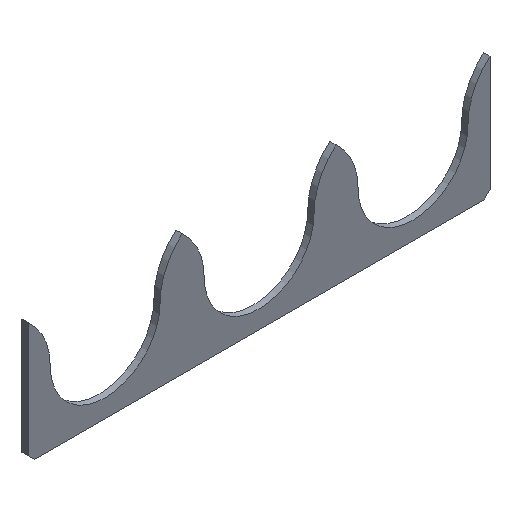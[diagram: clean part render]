
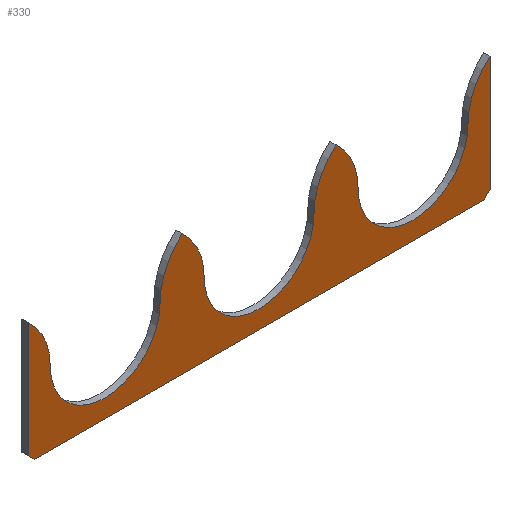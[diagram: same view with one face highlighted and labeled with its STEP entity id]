
A CAD part, isometric view. The second image highlights one B-rep face of the part: STEP entity #330.
In plain terms, the highlighted planar face has unit normal (0, -1, 0).
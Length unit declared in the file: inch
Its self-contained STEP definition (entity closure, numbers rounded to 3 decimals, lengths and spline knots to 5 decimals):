
#2 = CARTESIAN_POINT ( 'NONE',  ( -4.49387, -0.25, -1.57169 ) ) ;
#4 = CARTESIAN_POINT ( 'NONE',  ( 13.50613, -0.25, -1.57169 ) ) ;
#13 = CARTESIAN_POINT ( 'NONE',  ( -1.66087, -0.25, 1.35331 ) ) ;
#14 = DIRECTION ( 'NONE',  ( 0., 1., 0. ) ) ;
#15 = DIRECTION ( 'NONE',  ( 0., 0., 1. ) ) ;
#22 = LINE ( 'NONE', #32, #361 ) ;
#24 = CARTESIAN_POINT ( 'NONE',  ( -6.45554, -0.25, 1.35331 ) ) ;
#25 = DIRECTION ( 'NONE',  ( 0., -1., 0. ) ) ;
#26 = DIRECTION ( 'NONE',  ( 0., 0., 1. ) ) ;
#27 = LINE ( 'NONE', #41, #362 ) ;
#30 = LINE ( 'NONE', #50, #365 ) ;
#32 = CARTESIAN_POINT ( 'NONE',  ( -4.74387, -0.25, 0.99081 ) ) ;
#33 = DIRECTION ( 'NONE',  ( 0., 0., 1. ) ) ;
#38 = LINE ( 'NONE', #59, #254 ) ;
#41 = CARTESIAN_POINT ( 'NONE',  ( -8.74369, -0.25, 2.67813 ) ) ;
#42 = DIRECTION ( 'NONE',  ( 0.707, 0., -0.707 ) ) ;
#47 = LINE ( 'NONE', #68, #252 ) ;
#50 = CARTESIAN_POINT ( 'NONE',  ( -10.43101, -0.25, -1.57169 ) ) ;
#51 = DIRECTION ( 'NONE',  ( 1., 0., 0. ) ) ;
#59 = CARTESIAN_POINT ( 'NONE',  ( 2.81881, -0.25, -12.25901 ) ) ;
#60 = DIRECTION ( 'NONE',  ( 0.707, 0., 0.707 ) ) ;
#68 = CARTESIAN_POINT ( 'NONE',  ( 13.75613, -0.25, 0.99081 ) ) ;
#69 = DIRECTION ( 'NONE',  ( 0., 0., 1. ) ) ;
#76 = CARTESIAN_POINT ( 'NONE',  ( 15.46487, -0.25, 1.35331 ) ) ;
#77 = DIRECTION ( 'NONE',  ( 0., 1., 0. ) ) ;
#78 = DIRECTION ( 'NONE',  ( 0., 0., 1. ) ) ;
#85 = CARTESIAN_POINT ( 'NONE',  ( 10.67213, -0.25, 1.35331 ) ) ;
#86 = DIRECTION ( 'NONE',  ( 0., 1., 0. ) ) ;
#87 = DIRECTION ( 'NONE',  ( 0., 0., 1. ) ) ;
#94 = CARTESIAN_POINT ( 'NONE',  ( 5.8794, -0.25, 1.35331 ) ) ;
#95 = DIRECTION ( 'NONE',  ( 0., -1., 0. ) ) ;
#96 = DIRECTION ( 'NONE',  ( 0., 0., 1. ) ) ;
#103 = CARTESIAN_POINT ( 'NONE',  ( 9.29981, -0.25, 1.35331 ) ) ;
#104 = DIRECTION ( 'NONE',  ( 0., 1., 0. ) ) ;
#105 = DIRECTION ( 'NONE',  ( 0., 0., 1. ) ) ;
#110 = CARTESIAN_POINT ( 'NONE',  ( 4.50513, -0.25, 1.35331 ) ) ;
#111 = DIRECTION ( 'NONE',  ( 0., 1., 0. ) ) ;
#112 = DIRECTION ( 'NONE',  ( 0., 0., 1. ) ) ;
#116 = CARTESIAN_POINT ( 'NONE',  ( 3.13381, -0.25, 1.35331 ) ) ;
#117 = DIRECTION ( 'NONE',  ( 0., 1., 0. ) ) ;
#118 = DIRECTION ( 'NONE',  ( 0., 0., 1. ) ) ;
#121 = CARTESIAN_POINT ( 'NONE',  ( -0.28954, -0.25, 1.35331 ) ) ;
#122 = DIRECTION ( 'NONE',  ( 0., -1., 0. ) ) ;
#123 = DIRECTION ( 'NONE',  ( 0., 0., 1. ) ) ;
#241 = CARTESIAN_POINT ( 'NONE',  ( 0.53913, -0.25, 1.35331 ) ) ;
#244 = CARTESIAN_POINT ( 'NONE',  ( 6.70513, -0.25, 1.35331 ) ) ;
#252 = VECTOR ( 'NONE', #69, 39.37008 ) ;
#254 = VECTOR ( 'NONE', #60, 39.37008 ) ;
#256 = CIRCLE ( 'NONE', #262, 2.59274 ) ;
#260 = CIRCLE ( 'NONE', #267, 2.2 ) ;
#262 = AXIS2_PLACEMENT_3D ( 'NONE', #76, #77, #78 ) ;
#265 = CIRCLE ( 'NONE', #272, 2.59274 ) ;
#267 = AXIS2_PLACEMENT_3D ( 'NONE', #85, #86, #87 ) ;
#270 = CIRCLE ( 'NONE', #277, 2.59467 ) ;
#272 = AXIS2_PLACEMENT_3D ( 'NONE', #94, #95, #96 ) ;
#275 = CIRCLE ( 'NONE', #282, 2.2 ) ;
#277 = AXIS2_PLACEMENT_3D ( 'NONE', #103, #104, #105 ) ;
#280 = CIRCLE ( 'NONE', #287, 2.59467 ) ;
#282 = AXIS2_PLACEMENT_3D ( 'NONE', #110, #111, #112 ) ;
#283 = CIRCLE ( 'NONE', #285, 2.59467 ) ;
#285 = AXIS2_PLACEMENT_3D ( 'NONE', #116, #117, #118 ) ;
#287 = AXIS2_PLACEMENT_3D ( 'NONE', #121, #122, #123 ) ;
#301 = CARTESIAN_POINT ( 'NONE',  ( 7.58813, -0.25, 3.30331 ) ) ;
#303 = CARTESIAN_POINT ( 'NONE',  ( -4.74387, -0.25, 3.30331 ) ) ;
#305 = CARTESIAN_POINT ( 'NONE',  ( -3.86087, -0.25, 1.35331 ) ) ;
#312 = CARTESIAN_POINT ( 'NONE',  ( -4.74387, -0.25, -1.32169 ) ) ;
#330 = ADVANCED_FACE ( 'NONE', ( #521 ), #522, .F. ) ;
#333 = CARTESIAN_POINT ( 'NONE',  ( 8.47213, -0.25, 1.35331 ) ) ;
#334 = CARTESIAN_POINT ( 'NONE',  ( 12.87213, -0.25, 1.35331 ) ) ;
#337 = CARTESIAN_POINT ( 'NONE',  ( 13.75613, -0.25, 3.30331 ) ) ;
#338 = CARTESIAN_POINT ( 'NONE',  ( 1.42213, -0.25, 3.30331 ) ) ;
#339 = CARTESIAN_POINT ( 'NONE',  ( 13.75613, -0.25, -1.32169 ) ) ;
#340 = CARTESIAN_POINT ( 'NONE',  ( 2.30513, -0.25, 1.35331 ) ) ;
#347 = CIRCLE ( 'NONE', #356, 2.2 ) ;
#352 = AXIS2_PLACEMENT_3D ( 'NONE', #517, #524, #525 ) ;
#356 = AXIS2_PLACEMENT_3D ( 'NONE', #13, #14, #15 ) ;
#357 = CIRCLE ( 'NONE', #360, 2.59467 ) ;
#360 = AXIS2_PLACEMENT_3D ( 'NONE', #24, #25, #26 ) ;
#361 = VECTOR ( 'NONE', #33, 39.37008 ) ;
#362 = VECTOR ( 'NONE', #42, 39.37008 ) ;
#365 = VECTOR ( 'NONE', #51, 39.37008 ) ;
#434 = ORIENTED_EDGE ( 'NONE', *, *, #534, .T. ) ;
#435 = ORIENTED_EDGE ( 'NONE', *, *, #537, .T. ) ;
#436 = ORIENTED_EDGE ( 'NONE', *, *, #540, .F. ) ;
#437 = ORIENTED_EDGE ( 'NONE', *, *, #543, .T. ) ;
#438 = ORIENTED_EDGE ( 'NONE', *, *, #546, .T. ) ;
#439 = ORIENTED_EDGE ( 'NONE', *, *, #549, .T. ) ;
#440 = ORIENTED_EDGE ( 'NONE', *, *, #552, .T. ) ;
#441 = ORIENTED_EDGE ( 'NONE', *, *, #555, .F. ) ;
#442 = ORIENTED_EDGE ( 'NONE', *, *, #558, .T. ) ;
#443 = ORIENTED_EDGE ( 'NONE', *, *, #561, .T. ) ;
#444 = ORIENTED_EDGE ( 'NONE', *, *, #564, .F. ) ;
#445 = ORIENTED_EDGE ( 'NONE', *, *, #567, .T. ) ;
#446 = ORIENTED_EDGE ( 'NONE', *, *, #570, .T. ) ;
#450 = ORIENTED_EDGE ( 'NONE', *, *, #569, .F. ) ;
#458 = EDGE_LOOP ( 'NONE', ( #434, #435, #436, #437, #438, #439, #440, #441, #442, #443, #444, #445, #446, #450 ) ) ;
#470 = VERTEX_POINT ( 'NONE', #303 ) ;
#473 = VERTEX_POINT ( 'NONE', #305 ) ;
#477 = VERTEX_POINT ( 'NONE', #312 ) ;
#481 = VERTEX_POINT ( 'NONE', #301 ) ;
#482 = VERTEX_POINT ( 'NONE', #333 ) ;
#484 = VERTEX_POINT ( 'NONE', #334 ) ;
#486 = VERTEX_POINT ( 'NONE', #337 ) ;
#488 = VERTEX_POINT ( 'NONE', #339 ) ;
#489 = VERTEX_POINT ( 'NONE', #338 ) ;
#490 = VERTEX_POINT ( 'NONE', #340 ) ;
#491 = VERTEX_POINT ( 'NONE', #244 ) ;
#494 = VERTEX_POINT ( 'NONE', #241 ) ;
#495 = VERTEX_POINT ( 'NONE', #2 ) ;
#497 = VERTEX_POINT ( 'NONE', #4 ) ;
#517 = CARTESIAN_POINT ( 'NONE',  ( -10.43101, -0.25, 0.99081 ) ) ;
#521 = FACE_OUTER_BOUND ( 'NONE', #458, .T. ) ;
#522 = PLANE ( 'NONE',  #352 ) ;
#524 = DIRECTION ( 'NONE',  ( 0., 1., 0. ) ) ;
#525 = DIRECTION ( 'NONE',  ( 0., 0., 1. ) ) ;
#534 = EDGE_CURVE ( 'NONE', #494, #473, #347, .T. ) ;
#537 = EDGE_CURVE ( 'NONE', #473, #470, #357, .T. ) ;
#540 = EDGE_CURVE ( 'NONE', #477, #470, #22, .T. ) ;
#543 = EDGE_CURVE ( 'NONE', #477, #495, #27, .T. ) ;
#546 = EDGE_CURVE ( 'NONE', #495, #497, #30, .T. ) ;
#549 = EDGE_CURVE ( 'NONE', #497, #488, #38, .T. ) ;
#552 = EDGE_CURVE ( 'NONE', #488, #486, #47, .T. ) ;
#555 = EDGE_CURVE ( 'NONE', #484, #486, #256, .T. ) ;
#558 = EDGE_CURVE ( 'NONE', #484, #482, #260, .T. ) ;
#561 = EDGE_CURVE ( 'NONE', #482, #481, #265, .T. ) ;
#564 = EDGE_CURVE ( 'NONE', #491, #481, #270, .T. ) ;
#567 = EDGE_CURVE ( 'NONE', #491, #490, #275, .T. ) ;
#569 = EDGE_CURVE ( 'NONE', #494, #489, #283, .T. ) ;
#570 = EDGE_CURVE ( 'NONE', #490, #489, #280, .T. ) ;
